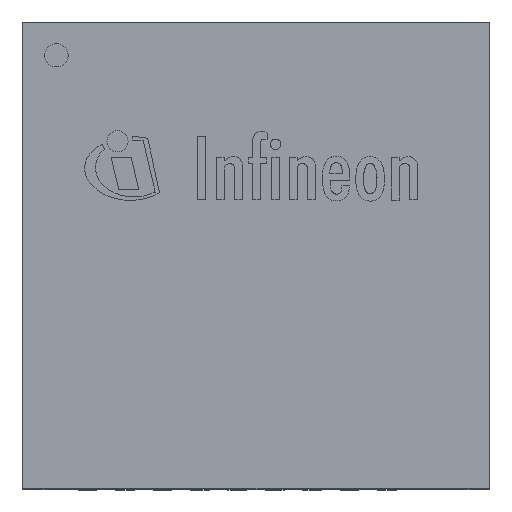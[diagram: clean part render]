
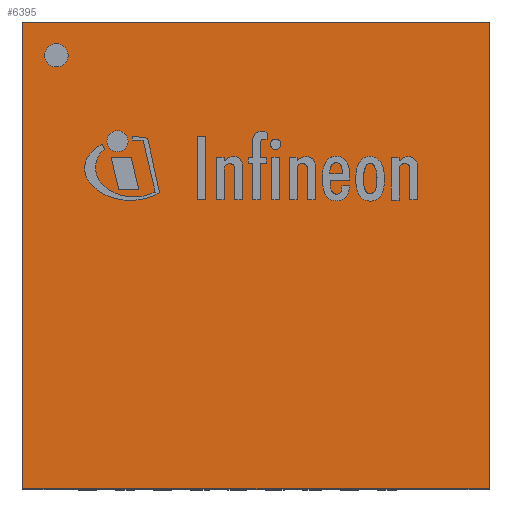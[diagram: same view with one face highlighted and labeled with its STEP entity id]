
A CAD part, top view. The second image highlights one B-rep face of the part: STEP entity #6395.
In plain terms, the highlighted planar face has unit normal (0, 0, 1).
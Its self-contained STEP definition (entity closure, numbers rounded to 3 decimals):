
#195=LINE('',#9197,#957);
#199=LINE('',#9204,#961);
#202=LINE('',#9210,#964);
#204=LINE('',#9213,#966);
#957=VECTOR('',#7406,1000.);
#961=VECTOR('',#7412,1000.);
#964=VECTOR('',#7417,1000.);
#966=VECTOR('',#7421,1000.);
#1721=PLANE('',#6888);
#2078=FACE_BOUND('',#2520,.T.);
#2091=FACE_OUTER_BOUND('',#2519,.T.);
#2519=EDGE_LOOP('',(#4565,#4566,#4567,#4568));
#2520=EDGE_LOOP('',(#4569));
#2950=CIRCLE('',#6883,0.125);
#3052=VERTEX_POINT('',#9188);
#3055=VERTEX_POINT('',#9194);
#3056=VERTEX_POINT('',#9196);
#3058=VERTEX_POINT('',#9202);
#3060=VERTEX_POINT('',#9208);
#3652=EDGE_CURVE('',#3052,#3052,#2950,.T.);
#3655=EDGE_CURVE('',#3056,#3055,#195,.T.);
#3659=EDGE_CURVE('',#3055,#3058,#199,.T.);
#3662=EDGE_CURVE('',#3058,#3060,#202,.T.);
#3664=EDGE_CURVE('',#3060,#3056,#204,.T.);
#4565=ORIENTED_EDGE('',*,*,#3655,.T.);
#4566=ORIENTED_EDGE('',*,*,#3659,.T.);
#4567=ORIENTED_EDGE('',*,*,#3662,.T.);
#4568=ORIENTED_EDGE('',*,*,#3664,.T.);
#4569=ORIENTED_EDGE('',*,*,#3652,.F.);
#6395=ADVANCED_FACE('',(#2091,#2078),#1721,.T.);
#6883=AXIS2_PLACEMENT_3D('',#9189,#7400,#7401);
#6888=AXIS2_PLACEMENT_3D('',#9214,#7422,#7423);
#7400=DIRECTION('center_axis',(0.,0.,1.));
#7401=DIRECTION('ref_axis',(0.,-1.,0.));
#7406=DIRECTION('',(1.,0.,0.));
#7412=DIRECTION('',(0.,1.,0.));
#7417=DIRECTION('',(-1.,0.,0.));
#7421=DIRECTION('',(0.,-1.,0.));
#7422=DIRECTION('center_axis',(0.,0.,1.));
#7423=DIRECTION('ref_axis',(0.,-1.,0.));
#9188=CARTESIAN_POINT('',(-2.132,2.018,0.9));
#9189=CARTESIAN_POINT('Origin',(-2.132,2.143,0.9));
#9194=CARTESIAN_POINT('',(2.49,-2.49,0.9));
#9196=CARTESIAN_POINT('',(-2.49,-2.49,0.9));
#9197=CARTESIAN_POINT('',(2.49,-2.49,0.9));
#9202=CARTESIAN_POINT('',(2.49,2.49,0.9));
#9204=CARTESIAN_POINT('',(2.49,2.49,0.9));
#9208=CARTESIAN_POINT('',(-2.49,2.49,0.9));
#9210=CARTESIAN_POINT('',(2.49,2.49,0.9));
#9213=CARTESIAN_POINT('',(-2.49,2.49,0.9));
#9214=CARTESIAN_POINT('Origin',(0.,0.,0.9));
